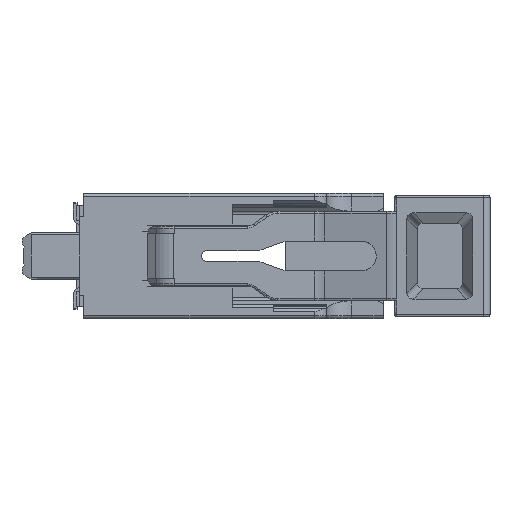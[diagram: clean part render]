
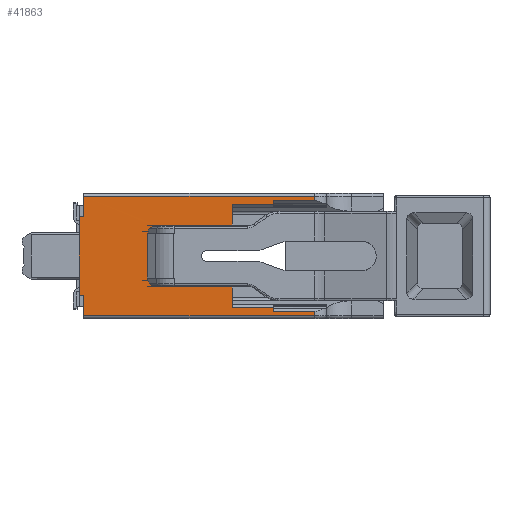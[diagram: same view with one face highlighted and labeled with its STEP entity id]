
A CAD part, front view. The second image highlights one B-rep face of the part: STEP entity #41863.
In plain terms, the highlighted planar face has unit normal (0, -1, 0).
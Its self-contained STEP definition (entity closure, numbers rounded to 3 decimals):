
#5877=DIRECTION('',(1.,0.,0.));
#5878=VECTOR('',#5877,3.649);
#5879=CARTESIAN_POINT('',(4.001,-70.799,
-1.51));
#5880=LINE('',#5879,#5878);
#5881=DIRECTION('',(0.,0.,-1.));
#5882=VECTOR('',#5881,0.99);
#5883=CARTESIAN_POINT('',(7.65,-70.8,-1.51));
#5884=LINE('',#5883,#5882);
#5885=DIRECTION('',(0.,0.,1.));
#5886=VECTOR('',#5885,3.82);
#5887=CARTESIAN_POINT('',(0.2,-70.8,-1.91));
#5888=LINE('',#5887,#5886);
#5889=DIRECTION('',(0.,0.,-1.));
#5890=VECTOR('',#5889,0.99);
#5891=CARTESIAN_POINT('',(7.65,-70.8,2.5));
#5892=LINE('',#5891,#5890);
#5893=DIRECTION('',(-1.,0.,0.));
#5894=VECTOR('',#5893,3.649);
#5895=CARTESIAN_POINT('',(7.65,-70.8,1.51));
#5896=LINE('',#5895,#5894);
#6024=DIRECTION('',(0.,0.,1.));
#6025=VECTOR('',#6024,0.2);
#6026=CARTESIAN_POINT('',(9.65,-70.8,-2.7));
#6027=LINE('',#6026,#6025);
#6028=DIRECTION('',(-1.,0.,0.));
#6029=VECTOR('',#6028,2.);
#6030=CARTESIAN_POINT('',(9.65,-70.8,-2.5));
#6031=LINE('',#6030,#6029);
#6059=DIRECTION('',(0.,0.,1.));
#6060=VECTOR('',#6059,0.2);
#6061=CARTESIAN_POINT('',(11.65,-70.8,-2.9));
#6062=LINE('',#6061,#6060);
#6063=DIRECTION('',(-1.,0.,0.));
#6064=VECTOR('',#6063,2.);
#6065=CARTESIAN_POINT('',(11.65,-70.8,-2.7));
#6066=LINE('',#6065,#6064);
#7521=DIRECTION('',(1.,0.,0.));
#7522=VECTOR('',#7521,0.2);
#7523=CARTESIAN_POINT('',(0.2,-70.8,-1.91));
#7524=LINE('',#7523,#7522);
#7547=DIRECTION('',(0.,0.,-1.));
#7548=VECTOR('',#7547,0.99);
#7549=CARTESIAN_POINT('',(0.4,-70.8,-1.91));
#7550=LINE('',#7549,#7548);
#7551=DIRECTION('',(1.,0.,0.));
#7552=VECTOR('',#7551,11.25);
#7553=CARTESIAN_POINT('',(0.4,-70.8,-2.9));
#7554=LINE('',#7553,#7552);
#13076=DIRECTION('',(1.,0.,0.));
#13077=VECTOR('',#13076,2.);
#13078=CARTESIAN_POINT('',(7.65,-70.8,2.5));
#13079=LINE('',#13078,#13077);
#13084=DIRECTION('',(0.,0.,1.));
#13085=VECTOR('',#13084,0.2);
#13086=CARTESIAN_POINT('',(9.65,-70.8,2.5));
#13087=LINE('',#13086,#13085);
#13102=DIRECTION('',(1.,0.,0.));
#13103=VECTOR('',#13102,2.);
#13104=CARTESIAN_POINT('',(9.65,-70.8,2.7));
#13105=LINE('',#13104,#13103);
#13111=DIRECTION('',(0.,0.,1.));
#13112=VECTOR('',#13111,0.2);
#13113=CARTESIAN_POINT('',(11.65,-70.8,2.7));
#13114=LINE('',#13113,#13112);
#13133=DIRECTION('',(-1.,0.,0.));
#13134=VECTOR('',#13133,11.25);
#13135=CARTESIAN_POINT('',(11.65,-70.8,2.9));
#13136=LINE('',#13135,#13134);
#13142=DIRECTION('',(0.,0.,-1.));
#13143=VECTOR('',#13142,0.99);
#13144=CARTESIAN_POINT('',(0.4,-70.8,2.9));
#13145=LINE('',#13144,#13143);
#13175=DIRECTION('',(-1.,0.,0.));
#13176=VECTOR('',#13175,0.2);
#13177=CARTESIAN_POINT('',(0.4,-70.8,1.91));
#13178=LINE('',#13177,#13176);
#22361=CARTESIAN_POINT('',(4.001,-70.799,
-1.51));
#22362=CARTESIAN_POINT('',(3.931,-70.799,
-1.51));
#22363=CARTESIAN_POINT('',(3.804,-70.8,
-1.484));
#22364=CARTESIAN_POINT('',(3.635,-70.8,
-1.372));
#22365=CARTESIAN_POINT('',(3.525,-70.8,
-1.202));
#22366=CARTESIAN_POINT('',(3.5,-70.8,-1.078));
#22367=CARTESIAN_POINT('',(3.5,-70.8,-1.01));
#22377=DIRECTION('',(0.,0.,1.));
#22378=VECTOR('',#22377,2.02);
#22379=CARTESIAN_POINT('',(3.5,-70.8,-1.01));
#22380=LINE('',#22379,#22378);
#22392=CARTESIAN_POINT('',(3.5,-70.8,1.01));
#22393=CARTESIAN_POINT('',(3.5,-70.8,1.078));
#22394=CARTESIAN_POINT('',(3.525,-70.8,
1.202));
#22395=CARTESIAN_POINT('',(3.635,-70.8,
1.372));
#22396=CARTESIAN_POINT('',(3.804,-70.8,
1.484));
#22397=CARTESIAN_POINT('',(3.931,-70.799,
1.51));
#22398=CARTESIAN_POINT('',(4.001,-70.799,
1.51));
#28038=CARTESIAN_POINT('',(4.001,-70.799,
-1.51));
#28039=CARTESIAN_POINT('',(7.65,-70.8,-1.51));
#28040=VERTEX_POINT('',#28038);
#28041=VERTEX_POINT('',#28039);
#28100=CARTESIAN_POINT('',(7.65,-70.8,2.5));
#28101=CARTESIAN_POINT('',(7.65,-70.8,1.51));
#28102=VERTEX_POINT('',#28100);
#28103=VERTEX_POINT('',#28101);
#28122=CARTESIAN_POINT('',(7.65,-70.8,-2.5));
#28123=VERTEX_POINT('',#28122);
#28164=CARTESIAN_POINT('',(4.001,-70.799,
1.51));
#28165=VERTEX_POINT('',#28164);
#28214=CARTESIAN_POINT('',(11.65,-70.8,-2.7));
#28215=CARTESIAN_POINT('',(9.65,-70.8,-2.7));
#28216=VERTEX_POINT('',#28214);
#28217=VERTEX_POINT('',#28215);
#28218=CARTESIAN_POINT('',(11.65,-70.8,-2.9));
#28219=VERTEX_POINT('',#28218);
#28220=CARTESIAN_POINT('',(0.4,-70.8,-2.9));
#28221=VERTEX_POINT('',#28220);
#28222=CARTESIAN_POINT('',(0.4,-70.8,-1.91));
#28223=VERTEX_POINT('',#28222);
#28224=CARTESIAN_POINT('',(0.2,-70.8,-1.91));
#28225=VERTEX_POINT('',#28224);
#28226=CARTESIAN_POINT('',(0.2,-70.8,1.91));
#28227=VERTEX_POINT('',#28226);
#28228=CARTESIAN_POINT('',(0.4,-70.8,1.91));
#28229=VERTEX_POINT('',#28228);
#28230=CARTESIAN_POINT('',(0.4,-70.8,2.9));
#28231=VERTEX_POINT('',#28230);
#28232=CARTESIAN_POINT('',(11.65,-70.8,2.9));
#28233=VERTEX_POINT('',#28232);
#28234=CARTESIAN_POINT('',(11.65,-70.8,2.7));
#28235=VERTEX_POINT('',#28234);
#28236=CARTESIAN_POINT('',(9.65,-70.8,2.7));
#28237=VERTEX_POINT('',#28236);
#28238=CARTESIAN_POINT('',(3.5,-70.8,-1.01));
#28239=CARTESIAN_POINT('',(3.5,-70.8,1.01));
#28240=VERTEX_POINT('',#28238);
#28241=VERTEX_POINT('',#28239);
#28244=CARTESIAN_POINT('',(9.65,-70.8,-2.5));
#28245=VERTEX_POINT('',#28244);
#30061=CARTESIAN_POINT('',(9.65,-70.8,2.5));
#30063=VERTEX_POINT('',#30061);
#41814=CARTESIAN_POINT('',(5.925,-70.8,0.));
#41815=DIRECTION('',(0.,1.,0.));
#41816=DIRECTION('',(0.,0.,-1.));
#41817=AXIS2_PLACEMENT_3D('',#41814,#41815,#41816);
#41818=PLANE('',#41817);
#41820=ORIENTED_EDGE('',*,*,#41819,.T.);
#41822=ORIENTED_EDGE('',*,*,#41821,.T.);
#41824=ORIENTED_EDGE('',*,*,#41823,.F.);
#41826=ORIENTED_EDGE('',*,*,#41825,.F.);
#41828=ORIENTED_EDGE('',*,*,#41827,.F.);
#41830=ORIENTED_EDGE('',*,*,#41829,.F.);
#41832=ORIENTED_EDGE('',*,*,#41831,.F.);
#41834=ORIENTED_EDGE('',*,*,#41833,.F.);
#41836=ORIENTED_EDGE('',*,*,#41835,.F.);
#41837=ORIENTED_EDGE('',*,*,#41674,.T.);
#41839=ORIENTED_EDGE('',*,*,#41838,.F.);
#41841=ORIENTED_EDGE('',*,*,#41840,.F.);
#41843=ORIENTED_EDGE('',*,*,#41842,.F.);
#41845=ORIENTED_EDGE('',*,*,#41844,.F.);
#41847=ORIENTED_EDGE('',*,*,#41846,.F.);
#41849=ORIENTED_EDGE('',*,*,#41848,.F.);
#41851=ORIENTED_EDGE('',*,*,#41850,.F.);
#41853=ORIENTED_EDGE('',*,*,#41852,.T.);
#41854=ORIENTED_EDGE('',*,*,#41779,.T.);
#41856=ORIENTED_EDGE('',*,*,#41855,.F.);
#41858=ORIENTED_EDGE('',*,*,#41857,.F.);
#41860=ORIENTED_EDGE('',*,*,#41859,.F.);
#41861=EDGE_LOOP('',(#41820,#41822,#41824,#41826,#41828,#41830,#41832,#41834,
#41836,#41837,#41839,#41841,#41843,#41845,#41847,#41849,#41851,#41853,#41854,
#41856,#41858,#41860));
#41862=FACE_OUTER_BOUND('',#41861,.F.);
#22368=B_SPLINE_CURVE_WITH_KNOTS('',3,(#22361,#22362,#22363,#22364,#22365,
#22366,#22367),.UNSPECIFIED.,.F.,.F.,(4,1,1,1,4),(0.,0.25,0.5,0.75,
1.),.UNSPECIFIED.);
#22399=B_SPLINE_CURVE_WITH_KNOTS('',3,(#22392,#22393,#22394,#22395,#22396,
#22397,#22398),.UNSPECIFIED.,.F.,.F.,(4,1,1,1,4),(0.,0.25,0.5,0.75,
1.),.UNSPECIFIED.);
#41674=EDGE_CURVE('',#28225,#28227,#5888,.T.);
#41779=EDGE_CURVE('',#28103,#28165,#5896,.T.);
#41819=EDGE_CURVE('',#28040,#28041,#5880,.T.);
#41821=EDGE_CURVE('',#28041,#28123,#5884,.T.);
#41823=EDGE_CURVE('',#28245,#28123,#6031,.T.);
#41825=EDGE_CURVE('',#28217,#28245,#6027,.T.);
#41827=EDGE_CURVE('',#28216,#28217,#6066,.T.);
#41829=EDGE_CURVE('',#28219,#28216,#6062,.T.);
#41831=EDGE_CURVE('',#28221,#28219,#7554,.T.);
#41833=EDGE_CURVE('',#28223,#28221,#7550,.T.);
#41835=EDGE_CURVE('',#28225,#28223,#7524,.T.);
#41838=EDGE_CURVE('',#28229,#28227,#13178,.T.);
#41840=EDGE_CURVE('',#28231,#28229,#13145,.T.);
#41842=EDGE_CURVE('',#28233,#28231,#13136,.T.);
#41844=EDGE_CURVE('',#28235,#28233,#13114,.T.);
#41846=EDGE_CURVE('',#28237,#28235,#13105,.T.);
#41848=EDGE_CURVE('',#30063,#28237,#13087,.T.);
#41850=EDGE_CURVE('',#28102,#30063,#13079,.T.);
#41852=EDGE_CURVE('',#28102,#28103,#5892,.T.);
#41855=EDGE_CURVE('',#28241,#28165,#22399,.T.);
#41857=EDGE_CURVE('',#28240,#28241,#22380,.T.);
#41859=EDGE_CURVE('',#28040,#28240,#22368,.T.);
#41863=ADVANCED_FACE('',(#41862),#41818,.F.);
